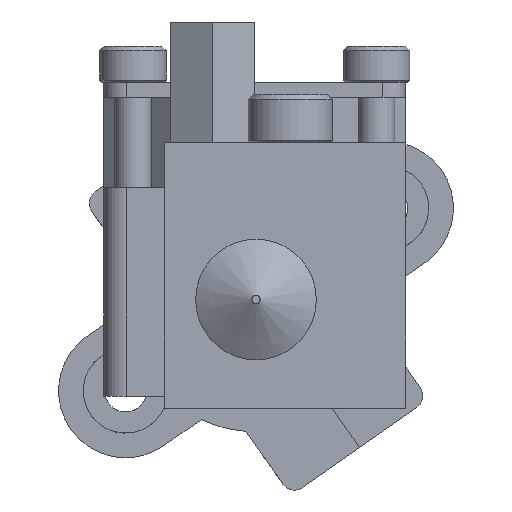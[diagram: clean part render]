
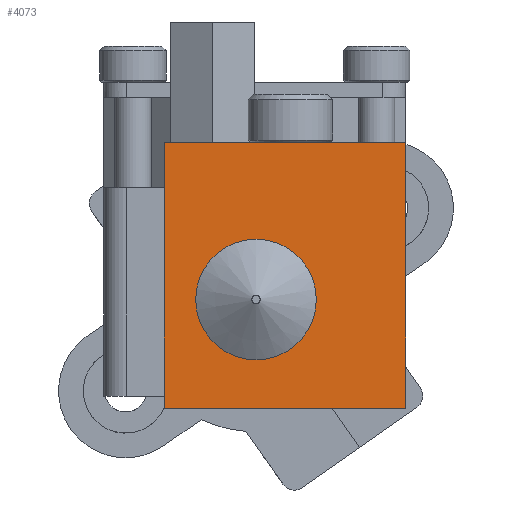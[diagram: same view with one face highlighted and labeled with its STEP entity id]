
A CAD part, front view. The second image highlights one B-rep face of the part: STEP entity #4073.
In plain terms, the highlighted planar face has unit normal (0, -1, 0).
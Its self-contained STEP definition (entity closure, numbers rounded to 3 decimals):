
#196=FACE_BOUND('',#695,.T.);
#249=PLANE('',#4526);
#461=FACE_OUTER_BOUND('',#694,.T.);
#694=EDGE_LOOP('',(#3347,#3348,#3349,#3350));
#695=EDGE_LOOP('',(#3351,#3352));
#1031=CIRCLE('',#4520,5.);
#1032=CIRCLE('',#4521,5.);
#1212=LINE('',#6666,#1569);
#1213=LINE('',#6668,#1570);
#1214=LINE('',#6670,#1571);
#1215=LINE('',#6671,#1572);
#1569=VECTOR('',#5442,1000.);
#1570=VECTOR('',#5443,1000.);
#1571=VECTOR('',#5444,1000.);
#1572=VECTOR('',#5445,1000.);
#2025=VERTEX_POINT('',#6625);
#2026=VERTEX_POINT('',#6627);
#2041=VERTEX_POINT('',#6664);
#2042=VERTEX_POINT('',#6665);
#2043=VERTEX_POINT('',#6667);
#2044=VERTEX_POINT('',#6669);
#2497=EDGE_CURVE('',#2026,#2025,#1031,.T.);
#2498=EDGE_CURVE('',#2025,#2026,#1032,.T.);
#2516=EDGE_CURVE('',#2041,#2042,#1212,.T.);
#2517=EDGE_CURVE('',#2042,#2043,#1213,.T.);
#2518=EDGE_CURVE('',#2043,#2044,#1214,.T.);
#2519=EDGE_CURVE('',#2044,#2041,#1215,.T.);
#3347=ORIENTED_EDGE('',*,*,#2516,.T.);
#3348=ORIENTED_EDGE('',*,*,#2517,.T.);
#3349=ORIENTED_EDGE('',*,*,#2518,.T.);
#3350=ORIENTED_EDGE('',*,*,#2519,.T.);
#3351=ORIENTED_EDGE('',*,*,#2497,.T.);
#3352=ORIENTED_EDGE('',*,*,#2498,.T.);
#4073=ADVANCED_FACE('',(#461,#196),#249,.T.);
#4520=AXIS2_PLACEMENT_3D('',#6628,#5413,#5414);
#4521=AXIS2_PLACEMENT_3D('',#6629,#5415,#5416);
#4526=AXIS2_PLACEMENT_3D('',#6663,#5440,#5441);
#5413=DIRECTION('center_axis',(0.,1.,0.));
#5414=DIRECTION('ref_axis',(1.,0.,0.));
#5415=DIRECTION('center_axis',(0.,1.,0.));
#5416=DIRECTION('ref_axis',(1.,0.,0.));
#5440=DIRECTION('center_axis',(0.,-1.,0.));
#5441=DIRECTION('ref_axis',(0.,0.,-1.));
#5442=DIRECTION('',(1.,0.,0.));
#5443=DIRECTION('',(0.,0.,1.));
#5444=DIRECTION('',(-1.,0.,0.));
#5445=DIRECTION('',(0.,0.,-1.));
#6625=CARTESIAN_POINT('',(0.,5.685,5.));
#6627=CARTESIAN_POINT('',(0.,5.685,-5.));
#6628=CARTESIAN_POINT('Origin',(0.,5.685,0.));
#6629=CARTESIAN_POINT('Origin',(0.,5.685,0.));
#6663=CARTESIAN_POINT('Origin',(0.,5.685,0.));
#6664=CARTESIAN_POINT('',(-7.6,5.685,-9.));
#6665=CARTESIAN_POINT('',(12.4,5.685,-9.));
#6666=CARTESIAN_POINT('',(-7.6,5.685,-9.));
#6667=CARTESIAN_POINT('',(12.4,5.685,13.));
#6668=CARTESIAN_POINT('',(12.4,5.685,-9.));
#6669=CARTESIAN_POINT('',(-7.6,5.685,13.));
#6670=CARTESIAN_POINT('',(12.4,5.685,13.));
#6671=CARTESIAN_POINT('',(-7.6,5.685,13.));
